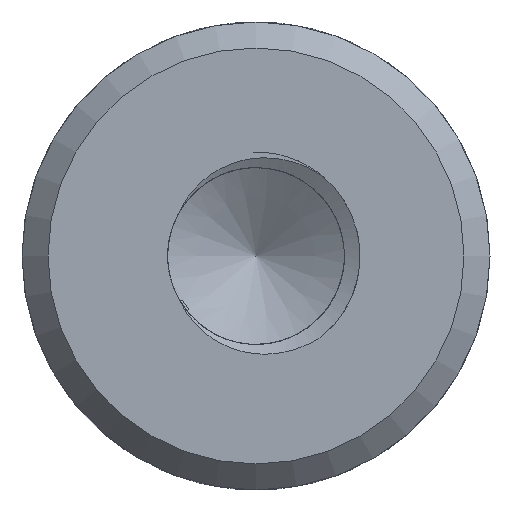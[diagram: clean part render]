
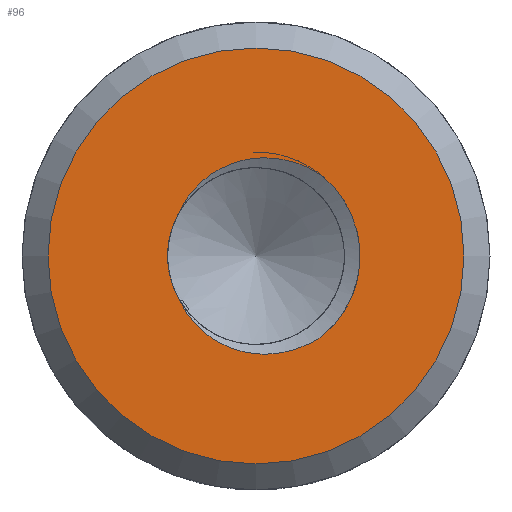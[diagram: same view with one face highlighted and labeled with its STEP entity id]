
A CAD part, left-side view. The second image highlights one B-rep face of the part: STEP entity #96.
In plain terms, the highlighted planar face has unit normal (-1, 0, 0).
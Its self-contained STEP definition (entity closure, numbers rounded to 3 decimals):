
#48=B_SPLINE_CURVE_WITH_KNOTS('',3,(#448,#449,#450,#451,#452,#453,#454,
#455,#456,#457,#458,#459,#460,#461,#462,#463,#464,#465,#466),
 .UNSPECIFIED.,.F.,.F.,(4,3,3,3,3,3,4),(0.,0.18,0.389,
0.591,0.781,0.974,1.),.UNSPECIFIED.);
#49=B_SPLINE_CURVE_WITH_KNOTS('',3,(#471,#472,#473,#474,#475,#476,#477,
#478,#479,#480,#481,#482,#483,#484,#485,#486,#487,#488,#489),
 .UNSPECIFIED.,.F.,.F.,(4,3,3,3,3,3,4),(0.,0.179,0.356,
0.543,0.737,0.93,1.),.UNSPECIFIED.);
#61=PLANE('',#327);
#96=ADVANCED_FACE('',(#125,#126),#61,.T.);
#125=FACE_BOUND('',#143,.T.);
#126=FACE_BOUND('',#144,.T.);
#143=EDGE_LOOP('',(#182,#183,#184,#185));
#144=EDGE_LOOP('',(#186));
#182=ORIENTED_EDGE('',*,*,#272,.F.);
#183=ORIENTED_EDGE('',*,*,#273,.F.);
#184=ORIENTED_EDGE('',*,*,#274,.F.);
#185=ORIENTED_EDGE('',*,*,#275,.T.);
#186=ORIENTED_EDGE('',*,*,#266,.F.);
#239=VERTEX_POINT('',#439);
#241=VERTEX_POINT('',#467);
#242=VERTEX_POINT('',#468);
#243=VERTEX_POINT('',#470);
#244=VERTEX_POINT('',#490);
#266=EDGE_CURVE('',#239,#239,#296,.T.);
#272=EDGE_CURVE('',#241,#242,#48,.T.);
#273=EDGE_CURVE('',#243,#241,#302,.T.);
#274=EDGE_CURVE('',#244,#243,#49,.T.);
#275=EDGE_CURVE('',#244,#242,#303,.T.);
#296=CIRCLE('',#317,8.);
#302=CIRCLE('',#325,4.);
#303=CIRCLE('',#326,3.4);
#317=AXIS2_PLACEMENT_3D('',#438,#366,#367);
#325=AXIS2_PLACEMENT_3D('',#469,#382,#383);
#326=AXIS2_PLACEMENT_3D('',#491,#384,#385);
#327=AXIS2_PLACEMENT_3D('',#492,#386,#387);
#366=DIRECTION('',(1.,0.,0.));
#367=DIRECTION('',(0.,1.,0.));
#382=DIRECTION('',(-1.,0.,0.));
#383=DIRECTION('',(0.,1.,0.));
#384=DIRECTION('',(1.,0.,0.));
#385=DIRECTION('',(0.,1.,0.));
#386=DIRECTION('',(-1.,0.,0.));
#387=DIRECTION('',(0.,0.,-1.));
#438=CARTESIAN_POINT('',(0.,0.,0.));
#439=CARTESIAN_POINT('',(0.,-8.,0.));
#448=CARTESIAN_POINT('',(0.,-2.558,3.075));
#449=CARTESIAN_POINT('',(0.,-2.24,3.295));
#450=CARTESIAN_POINT('',(0.,-1.886,3.469));
#451=CARTESIAN_POINT('',(0.,-1.519,3.587));
#452=CARTESIAN_POINT('',(0.,-1.094,3.725));
#453=CARTESIAN_POINT('',(0.,-0.639,3.792));
#454=CARTESIAN_POINT('',(0.,-0.193,3.775));
#455=CARTESIAN_POINT('',(0.,0.238,3.759));
#456=CARTESIAN_POINT('',(0.,0.672,3.662));
#457=CARTESIAN_POINT('',(0.,1.07,3.496));
#458=CARTESIAN_POINT('',(0.,1.447,3.339));
#459=CARTESIAN_POINT('',(0.,1.803,3.118));
#460=CARTESIAN_POINT('',(0.,2.107,2.845));
#461=CARTESIAN_POINT('',(0.,2.413,2.572));
#462=CARTESIAN_POINT('',(0.,2.673,2.236));
#463=CARTESIAN_POINT('',(0.,2.86,1.871));
#464=CARTESIAN_POINT('',(0.,2.887,1.82));
#465=CARTESIAN_POINT('',(0.,2.912,1.768));
#466=CARTESIAN_POINT('',(0.,2.935,1.716));
#467=CARTESIAN_POINT('',(0.,-2.558,3.075));
#468=CARTESIAN_POINT('',(0.,2.935,1.716));
#469=CARTESIAN_POINT('',(0.,0.,0.));
#470=CARTESIAN_POINT('',(0.,-2.558,-3.075));
#471=CARTESIAN_POINT('',(0.,2.935,-1.716));
#472=CARTESIAN_POINT('',(0.,2.777,-2.065));
#473=CARTESIAN_POINT('',(0.,2.557,-2.392));
#474=CARTESIAN_POINT('',(0.,2.291,-2.668));
#475=CARTESIAN_POINT('',(0.,2.029,-2.941));
#476=CARTESIAN_POINT('',(0.,1.718,-3.172));
#477=CARTESIAN_POINT('',(0.,1.383,-3.349));
#478=CARTESIAN_POINT('',(0.,1.029,-3.536));
#479=CARTESIAN_POINT('',(0.,0.639,-3.668));
#480=CARTESIAN_POINT('',(0.,0.243,-3.732));
#481=CARTESIAN_POINT('',(0.,-0.166,-3.798));
#482=CARTESIAN_POINT('',(0.,-0.592,-3.791));
#483=CARTESIAN_POINT('',(0.,-1.,-3.717));
#484=CARTESIAN_POINT('',(0.,-1.407,-3.644));
#485=CARTESIAN_POINT('',(0.,-1.806,-3.505));
#486=CARTESIAN_POINT('',(0.,-2.17,-3.311));
#487=CARTESIAN_POINT('',(0.,-2.304,-3.24));
#488=CARTESIAN_POINT('',(0.,-2.434,-3.161));
#489=CARTESIAN_POINT('',(0.,-2.558,-3.075));
#490=CARTESIAN_POINT('',(0.,2.935,-1.716));
#491=CARTESIAN_POINT('',(0.,0.,0.));
#492=CARTESIAN_POINT('',(0.,-9.,0.));
